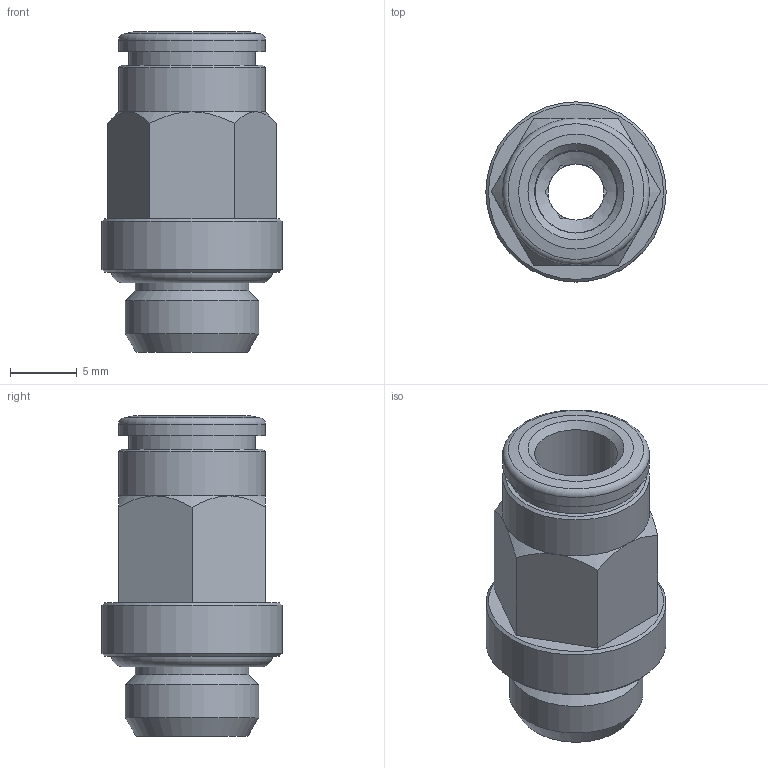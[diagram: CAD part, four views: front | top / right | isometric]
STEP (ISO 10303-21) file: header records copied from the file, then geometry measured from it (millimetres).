
FILE_DESCRIPTION(/* description */ (''),/* implementation_level */ '2;1');
FILE_NAME(/* name */ 'iqsg_m106_msv.stp',/* time_stamp */ '2017-11-03T10:36:37+01:00',/* author */ ('Hamoud'),/* organization */ (''),/* preprocessor_version */ 'ST-DEVELOPER v15.6',/* originating_system */ 'Autodesk Inventor LT ',/* authorisation */ '');
FILE_SCHEMA (('AUTOMOTIVE_DESIGN { 1 0 10303 214 3 1 1 }'));
Length unit declared in the file: millimetre
Products named in the file (1): iqsg_m106_msv
Bounding box: 13.5 x 13.5 x 24 mm (x, y, z)
Volume: 1612.7 mm3; surface area: 2241.5 mm2
Topology: 3 solids, 3 shells, 69 faces, 156 edges, 96 vertices
Faces by surface type: plane 33, cone 20, cylinder 12, torus 4
Full cylindrical faces by diameter (mm): 4.2 x1, 6.1 x1, 6.2 x1, 8.3 x1, 8.5 x1, 9 x1, 9.5 x1, 9.6 x1, 10 x1, 11 x2, 13.5 x1
Entity records: 1893 total; most frequent: CARTESIAN_POINT 427, DIRECTION 294, ORIENTED_EDGE 244, AXIS2_PLACEMENT_3D 126, EDGE_CURVE 122, EDGE_LOOP 107, VERTEX_POINT 91, FACE_OUTER_BOUND 69
